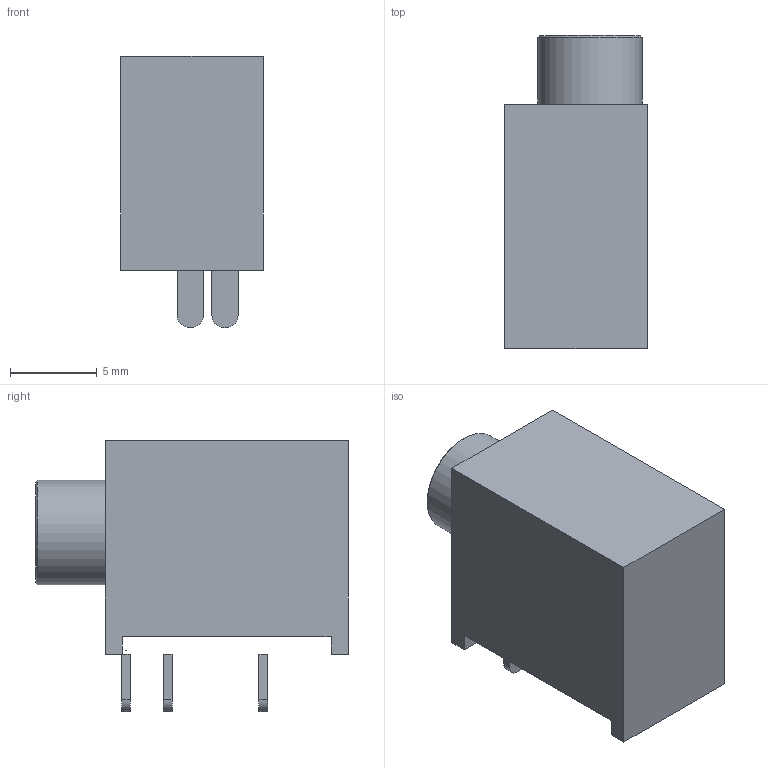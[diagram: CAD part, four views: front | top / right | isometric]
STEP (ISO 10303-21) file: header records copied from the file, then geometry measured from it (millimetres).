
FILE_DESCRIPTION(/* description */ ('model of Jack_3.5mm_CUI_SJ1-3533NG_Horizontal'),/* implementation_level */ '2;1');
FILE_NAME(/* name */ 'Jack_3.5mm_CUI_SJ1-3533NG_Horizontal.step',/* time_stamp */ '2018-12-31T14:04:46',/* author */ ('kicad StepUp','ksu'),/* organization */ ('FreeCAD'),/* preprocessor_version */ 'OCC',/* originating_system */ 'kicad StepUp',/* authorisation */ '');
FILE_SCHEMA(('AUTOMOTIVE_DESIGN { 1 0 10303 214 1 1 1 1 }'));
Length unit declared in the file: millimetre
Products named in the file (1): Jack_3_5mm_CUI
Bounding box: 8.2 x 18 x 15.6 mm (x, y, z)
Volume: 1345.2 mm3; surface area: 996.5 mm2
Topology: 4 solids, 4 shells, 46 faces, 100 edges, 65 vertices
Faces by surface type: plane 33, cylinder 11, cone 2
Full cylindrical faces by diameter (mm): 0.02 x1, 3.2 x2, 3.6 x1, 6 x1
Entity records: 1578 total; most frequent: DIRECTION 217, CARTESIAN_POINT 212, ORIENTED_EDGE 200, EDGE_CURVE 100, LINE 77, VECTOR 77, AXIS2_PLACEMENT_3D 70, VERTEX_POINT 65
